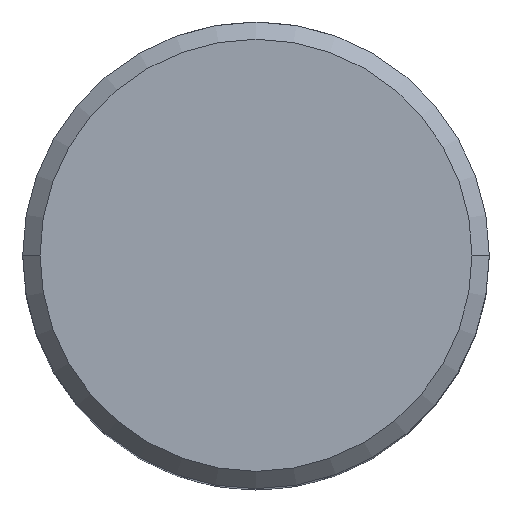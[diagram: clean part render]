
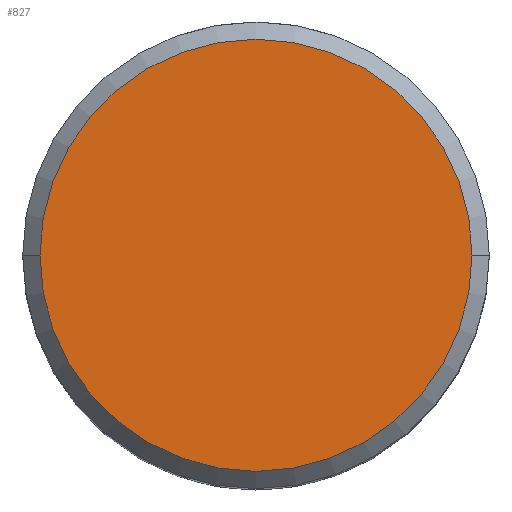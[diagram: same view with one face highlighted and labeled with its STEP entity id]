
A CAD part, top view. The second image highlights one B-rep face of the part: STEP entity #827.
In plain terms, the highlighted planar face has unit normal (0, 0, 1).
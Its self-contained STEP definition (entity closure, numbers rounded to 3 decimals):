
#60 = ORIENTED_EDGE ( 'NONE', *, *, #275, .T. ) ;
#128 = DIRECTION ( 'NONE',  ( 0., 0., 1. ) ) ;
#193 = DIRECTION ( 'NONE',  ( 0., 0., 1. ) ) ;
#198 = AXIS2_PLACEMENT_3D ( 'NONE', #666, #128, #751 ) ;
#200 = DIRECTION ( 'NONE',  ( 1., 0., 0. ) ) ;
#208 = PLANE ( 'NONE',  #198 ) ;
#217 = CARTESIAN_POINT ( 'NONE',  ( -12.5, 0., 45. ) ) ;
#275 = EDGE_CURVE ( 'NONE', #321, #669, #744, .T. ) ;
#321 = VERTEX_POINT ( 'NONE', #648 ) ;
#346 = AXIS2_PLACEMENT_3D ( 'NONE', #739, #193, #200 ) ;
#424 = CIRCLE ( 'NONE', #346, 12.5 ) ;
#433 = DIRECTION ( 'NONE',  ( 0., 0., 1. ) ) ;
#582 = DIRECTION ( 'NONE',  ( 1., 0., 0. ) ) ;
#648 = CARTESIAN_POINT ( 'NONE',  ( 12.5, 0., 45. ) ) ;
#666 = CARTESIAN_POINT ( 'NONE',  ( 0., 0., 45. ) ) ;
#669 = VERTEX_POINT ( 'NONE', #217 ) ;
#681 = FACE_OUTER_BOUND ( 'NONE', #752, .T. ) ;
#739 = CARTESIAN_POINT ( 'NONE',  ( 0., 0., 45. ) ) ;
#744 = CIRCLE ( 'NONE', #811, 12.5 ) ;
#751 = DIRECTION ( 'NONE',  ( 1., 0., 0. ) ) ;
#752 = EDGE_LOOP ( 'NONE', ( #817, #60 ) ) ;
#789 = CARTESIAN_POINT ( 'NONE',  ( 0., 0., 45. ) ) ;
#808 = EDGE_CURVE ( 'NONE', #669, #321, #424, .T. ) ;
#811 = AXIS2_PLACEMENT_3D ( 'NONE', #789, #433, #582 ) ;
#817 = ORIENTED_EDGE ( 'NONE', *, *, #808, .T. ) ;
#827 = ADVANCED_FACE ( 'NONE', ( #681 ), #208, .T. ) ;
